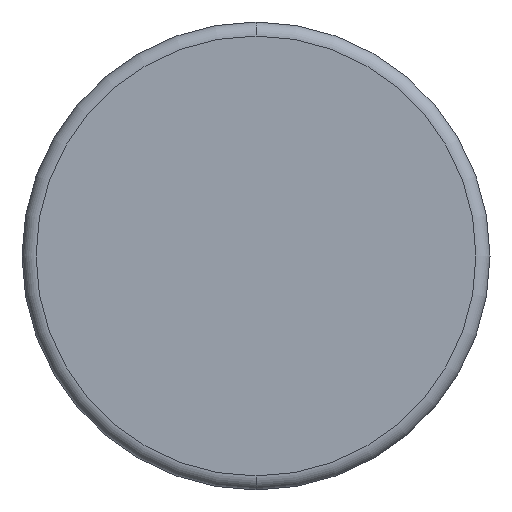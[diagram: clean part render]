
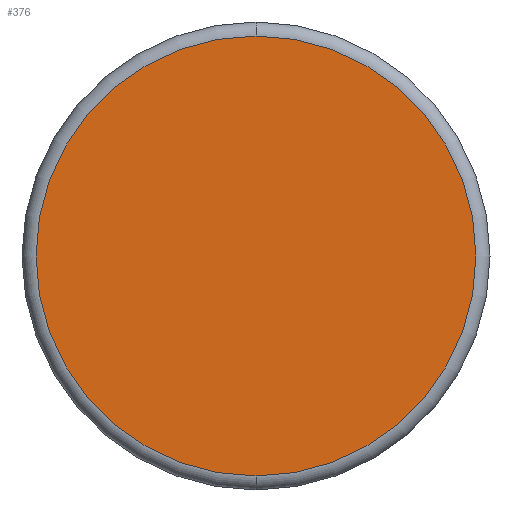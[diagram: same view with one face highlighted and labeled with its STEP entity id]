
A CAD part, front view. The second image highlights one B-rep face of the part: STEP entity #376.
In plain terms, the highlighted planar face has unit normal (0, -1, 0).
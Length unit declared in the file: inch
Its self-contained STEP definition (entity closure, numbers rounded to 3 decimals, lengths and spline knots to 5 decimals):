
#8 = AXIS2_PLACEMENT_3D ( 'NONE', #301, #216, #304 ) ;
#81 = FACE_OUTER_BOUND ( 'NONE', #277, .T. ) ;
#120 = AXIS2_PLACEMENT_3D ( 'NONE', #493, #371, #206 ) ;
#124 = EDGE_CURVE ( 'NONE', #456, #172, #389, .T. ) ;
#160 = DIRECTION ( 'NONE',  ( 0., 0., -1. ) ) ;
#172 = VERTEX_POINT ( 'NONE', #474 ) ;
#206 = DIRECTION ( 'NONE',  ( 0., 0., -1. ) ) ;
#210 = PLANE ( 'NONE',  #8 ) ;
#216 = DIRECTION ( 'NONE',  ( 0., -1., 0. ) ) ;
#257 = ORIENTED_EDGE ( 'NONE', *, *, #124, .T. ) ;
#261 = AXIS2_PLACEMENT_3D ( 'NONE', #472, #386, #160 ) ;
#277 = EDGE_LOOP ( 'NONE', ( #257, #368 ) ) ;
#288 = EDGE_CURVE ( 'NONE', #172, #456, #516, .T. ) ;
#301 = CARTESIAN_POINT ( 'NONE',  ( 0., 0., 0. ) ) ;
#304 = DIRECTION ( 'NONE',  ( 0., 0., -1. ) ) ;
#368 = ORIENTED_EDGE ( 'NONE', *, *, #288, .T. ) ;
#371 = DIRECTION ( 'NONE',  ( 0., -1., 0. ) ) ;
#376 = ADVANCED_FACE ( 'NONE', ( #81 ), #210, .T. ) ;
#386 = DIRECTION ( 'NONE',  ( 0., -1., 0. ) ) ;
#389 = CIRCLE ( 'NONE', #261, 0.47 ) ;
#417 = CARTESIAN_POINT ( 'NONE',  ( 0., 0., -0.47 ) ) ;
#456 = VERTEX_POINT ( 'NONE', #417 ) ;
#472 = CARTESIAN_POINT ( 'NONE',  ( 0., 0., 0. ) ) ;
#474 = CARTESIAN_POINT ( 'NONE',  ( 0., 0., 0.47 ) ) ;
#493 = CARTESIAN_POINT ( 'NONE',  ( 0., 0., 0. ) ) ;
#516 = CIRCLE ( 'NONE', #120, 0.47 ) ;
